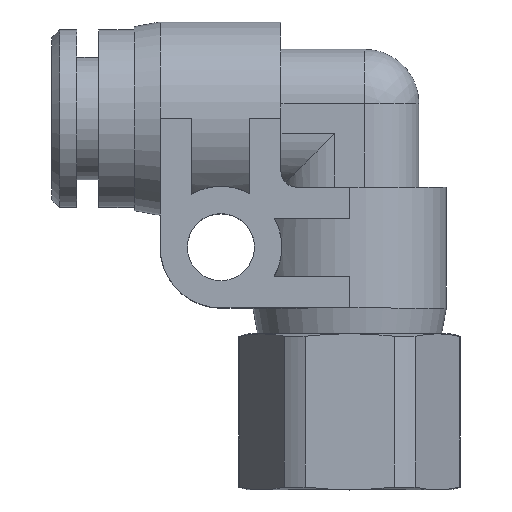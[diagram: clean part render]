
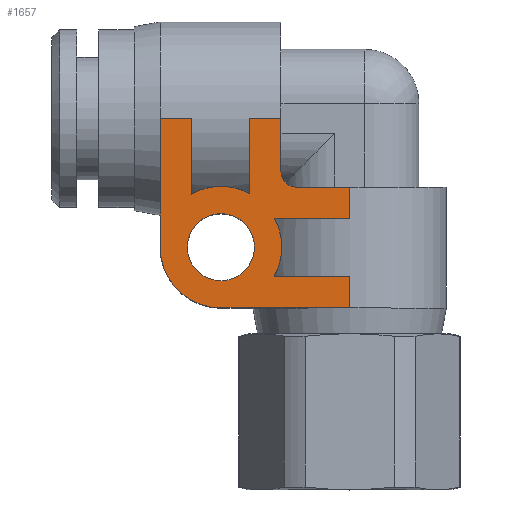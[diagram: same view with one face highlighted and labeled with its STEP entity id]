
A CAD part, top view. The second image highlights one B-rep face of the part: STEP entity #1657.
In plain terms, the highlighted planar face has unit normal (0, 0, 1).
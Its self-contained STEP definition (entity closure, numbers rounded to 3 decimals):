
#39=CARTESIAN_POINT('',(-8.25,-8.25,6.2));
#40=DIRECTION('',(0.,0.,-1.));
#41=DIRECTION('',(-0.487,0.873,0.));
#42=AXIS2_PLACEMENT_3D('',#39,#40,#41);
#44=DIRECTION('',(0.,-1.,0.));
#45=VECTOR('',#44,4.817);
#46=CARTESIAN_POINT('',(-6.4,0.,6.2));
#47=LINE('',#46,#45);
#48=DIRECTION('',(-1.,0.,0.));
#49=VECTOR('',#48,2.);
#50=CARTESIAN_POINT('',(-4.4,0.,6.2));
#51=LINE('',#50,#49);
#52=DIRECTION('',(0.,1.,0.));
#53=VECTOR('',#52,3.4);
#54=CARTESIAN_POINT('',(-4.4,-3.4,6.2));
#55=LINE('',#54,#53);
#56=CARTESIAN_POINT('',(-3.4,-3.4,6.2));
#57=DIRECTION('',(0.,0.,-1.));
#58=DIRECTION('',(0.,-1.,0.));
#59=AXIS2_PLACEMENT_3D('',#56,#57,#58);
#61=DIRECTION('',(-1.,0.,0.));
#62=VECTOR('',#61,3.4);
#63=CARTESIAN_POINT('',(0.,-4.4,6.2));
#64=LINE('',#63,#62);
#65=DIRECTION('',(0.,1.,0.));
#66=VECTOR('',#65,2.);
#67=CARTESIAN_POINT('',(0.,-6.4,6.2));
#68=LINE('',#67,#66);
#69=DIRECTION('',(1.,0.,0.));
#70=VECTOR('',#69,4.817);
#71=CARTESIAN_POINT('',(-4.817,-6.4,6.2));
#72=LINE('',#71,#70);
#73=CARTESIAN_POINT('',(-8.25,-8.25,6.2));
#74=DIRECTION('',(0.,0.,-1.));
#75=DIRECTION('',(0.88,0.474,0.));
#76=AXIS2_PLACEMENT_3D('',#73,#74,#75);
#78=DIRECTION('',(1.,0.,0.));
#79=VECTOR('',#78,4.844);
#80=CARTESIAN_POINT('',(-4.844,-10.15,6.2));
#81=LINE('',#80,#79);
#82=DIRECTION('',(0.,1.,0.));
#83=VECTOR('',#82,2.);
#84=CARTESIAN_POINT('',(0.,-12.15,6.2));
#85=LINE('',#84,#83);
#86=DIRECTION('',(-1.,0.,0.));
#87=VECTOR('',#86,8.25);
#88=CARTESIAN_POINT('',(0.,-12.15,6.2));
#89=LINE('',#88,#87);
#90=CARTESIAN_POINT('',(-8.25,-8.25,6.2));
#91=DIRECTION('',(0.,0.,-1.));
#92=DIRECTION('',(0.,-1.,0.));
#93=AXIS2_PLACEMENT_3D('',#90,#91,#92);
#95=DIRECTION('',(0.,1.,0.));
#96=VECTOR('',#95,8.25);
#97=CARTESIAN_POINT('',(-12.15,-8.25,6.2));
#98=LINE('',#97,#96);
#99=DIRECTION('',(-1.,0.,0.));
#100=VECTOR('',#99,2.);
#101=CARTESIAN_POINT('',(-10.15,0.,6.2));
#102=LINE('',#101,#100);
#103=DIRECTION('',(0.,-1.,0.));
#104=VECTOR('',#103,4.844);
#105=CARTESIAN_POINT('',(-10.15,0.,6.2));
#106=LINE('',#105,#104);
#107=CARTESIAN_POINT('',(-8.25,-8.25,6.2));
#108=DIRECTION('',(0.,0.,-1.));
#109=DIRECTION('',(-1.,0.,0.));
#110=AXIS2_PLACEMENT_3D('',#107,#108,#109);
#112=CARTESIAN_POINT('',(-8.25,-8.25,6.2));
#113=DIRECTION('',(0.,0.,-1.));
#114=DIRECTION('',(1.,0.,0.));
#115=AXIS2_PLACEMENT_3D('',#112,#113,#114);
#1306=CARTESIAN_POINT('',(-8.25,-12.15,6.2));
#1307=CARTESIAN_POINT('',(-12.15,-8.25,6.2));
#1308=VERTEX_POINT('',#1306);
#1309=VERTEX_POINT('',#1307);
#1320=CARTESIAN_POINT('',(-10.15,0.,6.2));
#1321=CARTESIAN_POINT('',(-12.15,0.,6.2));
#1322=VERTEX_POINT('',#1320);
#1323=VERTEX_POINT('',#1321);
#1326=CARTESIAN_POINT('',(-10.15,-4.844,6.2));
#1327=VERTEX_POINT('',#1326);
#1330=CARTESIAN_POINT('',(-3.4,-4.4,6.2));
#1331=CARTESIAN_POINT('',(-4.4,-3.4,6.2));
#1332=VERTEX_POINT('',#1330);
#1333=VERTEX_POINT('',#1331);
#1338=CARTESIAN_POINT('',(-4.4,0.,6.2));
#1339=CARTESIAN_POINT('',(-6.4,0.,6.2));
#1340=VERTEX_POINT('',#1338);
#1341=VERTEX_POINT('',#1339);
#1344=CARTESIAN_POINT('',(-6.4,-4.817,6.2));
#1345=VERTEX_POINT('',#1344);
#1350=CARTESIAN_POINT('',(-4.817,-6.4,6.2));
#1352=VERTEX_POINT('',#1350);
#1358=CARTESIAN_POINT('',(-4.844,-10.15,6.2));
#1359=VERTEX_POINT('',#1358);
#1362=CARTESIAN_POINT('',(0.,-4.4,6.2));
#1363=VERTEX_POINT('',#1362);
#1364=CARTESIAN_POINT('',(0.,-6.4,6.2));
#1365=VERTEX_POINT('',#1364);
#1402=CARTESIAN_POINT('',(-10.4,-8.25,6.2));
#1403=CARTESIAN_POINT('',(-6.1,-8.25,6.2));
#1404=VERTEX_POINT('',#1402);
#1405=VERTEX_POINT('',#1403);
#1521=CARTESIAN_POINT('',(0.,-12.15,6.2));
#1522=CARTESIAN_POINT('',(0.,-10.15,6.2));
#1523=VERTEX_POINT('',#1521);
#1524=VERTEX_POINT('',#1522);
#1613=CARTESIAN_POINT('',(0.,0.,6.2));
#1614=DIRECTION('',(0.,0.,-1.));
#1615=DIRECTION('',(-1.,0.,0.));
#1616=AXIS2_PLACEMENT_3D('',#1613,#1614,#1615);
#1617=PLANE('',#1616);
#1619=ORIENTED_EDGE('',*,*,#1618,.T.);
#1621=ORIENTED_EDGE('',*,*,#1620,.F.);
#1623=ORIENTED_EDGE('',*,*,#1622,.F.);
#1625=ORIENTED_EDGE('',*,*,#1624,.F.);
#1627=ORIENTED_EDGE('',*,*,#1626,.F.);
#1629=ORIENTED_EDGE('',*,*,#1628,.F.);
#1631=ORIENTED_EDGE('',*,*,#1630,.F.);
#1633=ORIENTED_EDGE('',*,*,#1632,.F.);
#1635=ORIENTED_EDGE('',*,*,#1634,.T.);
#1637=ORIENTED_EDGE('',*,*,#1636,.T.);
#1639=ORIENTED_EDGE('',*,*,#1638,.F.);
#1641=ORIENTED_EDGE('',*,*,#1640,.T.);
#1643=ORIENTED_EDGE('',*,*,#1642,.T.);
#1644=ORIENTED_EDGE('',*,*,#1601,.T.);
#1646=ORIENTED_EDGE('',*,*,#1645,.F.);
#1648=ORIENTED_EDGE('',*,*,#1647,.T.);
#1649=EDGE_LOOP('',(#1619,#1621,#1623,#1625,#1627,#1629,#1631,#1633,#1635,#1637,
#1639,#1641,#1643,#1644,#1646,#1648));
#1650=FACE_OUTER_BOUND('',#1649,.F.);
#1652=ORIENTED_EDGE('',*,*,#1651,.F.);
#1654=ORIENTED_EDGE('',*,*,#1653,.F.);
#1655=EDGE_LOOP('',(#1652,#1654));
#1656=FACE_BOUND('',#1655,.F.);
#1657=ADVANCED_FACE('',(#1650,#1656),#1617,.F.);
#43=CIRCLE('',#42,3.9);
#60=CIRCLE('',#59,1.);
#77=CIRCLE('',#76,3.9);
#94=CIRCLE('',#93,3.9);
#111=CIRCLE('',#110,2.15);
#116=CIRCLE('',#115,2.15);
#1601=EDGE_CURVE('',#1309,#1323,#98,.T.);
#1618=EDGE_CURVE('',#1327,#1345,#43,.T.);
#1620=EDGE_CURVE('',#1341,#1345,#47,.T.);
#1622=EDGE_CURVE('',#1340,#1341,#51,.T.);
#1624=EDGE_CURVE('',#1333,#1340,#55,.T.);
#1626=EDGE_CURVE('',#1332,#1333,#60,.T.);
#1628=EDGE_CURVE('',#1363,#1332,#64,.T.);
#1630=EDGE_CURVE('',#1365,#1363,#68,.T.);
#1632=EDGE_CURVE('',#1352,#1365,#72,.T.);
#1634=EDGE_CURVE('',#1352,#1359,#77,.T.);
#1636=EDGE_CURVE('',#1359,#1524,#81,.T.);
#1638=EDGE_CURVE('',#1523,#1524,#85,.T.);
#1640=EDGE_CURVE('',#1523,#1308,#89,.T.);
#1642=EDGE_CURVE('',#1308,#1309,#94,.T.);
#1645=EDGE_CURVE('',#1322,#1323,#102,.T.);
#1647=EDGE_CURVE('',#1322,#1327,#106,.T.);
#1651=EDGE_CURVE('',#1404,#1405,#111,.T.);
#1653=EDGE_CURVE('',#1405,#1404,#116,.T.);
